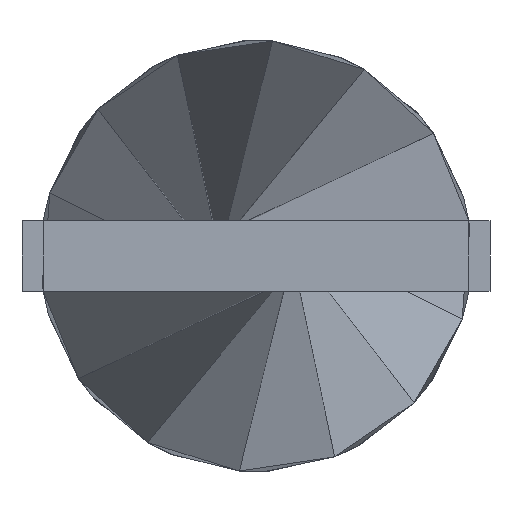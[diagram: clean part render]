
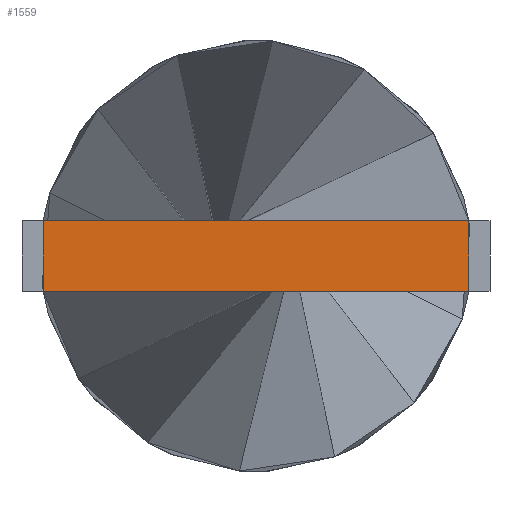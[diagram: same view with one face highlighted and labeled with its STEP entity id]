
A CAD part, left-side view. The second image highlights one B-rep face of the part: STEP entity #1559.
In plain terms, the highlighted planar face has unit normal (-1, 0, 0).
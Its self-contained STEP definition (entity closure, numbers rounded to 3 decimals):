
#25 = DIRECTION ( 'NONE',  ( 0., 0., 1. ) ) ;
#45 = LINE ( 'NONE', #1404, #552 ) ;
#65 = CARTESIAN_POINT ( 'NONE',  ( -89., 3., -0.5 ) ) ;
#150 = VERTEX_POINT ( 'NONE', #811 ) ;
#181 = CARTESIAN_POINT ( 'NONE',  ( -89., 3., -0.5 ) ) ;
#214 = VERTEX_POINT ( 'NONE', #943 ) ;
#283 = VERTEX_POINT ( 'NONE', #65 ) ;
#304 = EDGE_CURVE ( 'NONE', #283, #214, #948, .T. ) ;
#306 = CARTESIAN_POINT ( 'NONE',  ( -89., 0., 0. ) ) ;
#326 = PLANE ( 'NONE',  #1249 ) ;
#358 = EDGE_LOOP ( 'NONE', ( #752, #826, #742, #697 ) ) ;
#422 = VECTOR ( 'NONE', #868, 1000. ) ;
#440 = VECTOR ( 'NONE', #1198, 1000. ) ;
#441 = DIRECTION ( 'NONE',  ( 0., 0., 1. ) ) ;
#552 = VECTOR ( 'NONE', #25, 1000. ) ;
#579 = EDGE_CURVE ( 'NONE', #150, #606, #827, .T. ) ;
#606 = VERTEX_POINT ( 'NONE', #1328 ) ;
#697 = ORIENTED_EDGE ( 'NONE', *, *, #1268, .T. ) ;
#742 = ORIENTED_EDGE ( 'NONE', *, *, #304, .T. ) ;
#752 = ORIENTED_EDGE ( 'NONE', *, *, #579, .T. ) ;
#811 = CARTESIAN_POINT ( 'NONE',  ( -89., -3., 0.5 ) ) ;
#826 = ORIENTED_EDGE ( 'NONE', *, *, #978, .T. ) ;
#827 = LINE ( 'NONE', #1446, #877 ) ;
#868 = DIRECTION ( 'NONE',  ( 0., 0., -1. ) ) ;
#877 = VECTOR ( 'NONE', #1458, 1000. ) ;
#943 = CARTESIAN_POINT ( 'NONE',  ( -89., -3., -0.5 ) ) ;
#948 = LINE ( 'NONE', #181, #440 ) ;
#978 = EDGE_CURVE ( 'NONE', #606, #283, #1115, .T. ) ;
#1099 = CARTESIAN_POINT ( 'NONE',  ( -89., 3., 0.5 ) ) ;
#1115 = LINE ( 'NONE', #1099, #422 ) ;
#1182 = FACE_OUTER_BOUND ( 'NONE', #358, .T. ) ;
#1198 = DIRECTION ( 'NONE',  ( 0., -1., 0. ) ) ;
#1249 = AXIS2_PLACEMENT_3D ( 'NONE', #306, #1302, #441 ) ;
#1268 = EDGE_CURVE ( 'NONE', #214, #150, #45, .T. ) ;
#1302 = DIRECTION ( 'NONE',  ( -1., 0., 0. ) ) ;
#1328 = CARTESIAN_POINT ( 'NONE',  ( -89., 3., 0.5 ) ) ;
#1404 = CARTESIAN_POINT ( 'NONE',  ( -89., -3., -0.5 ) ) ;
#1446 = CARTESIAN_POINT ( 'NONE',  ( -89., -3., 0.5 ) ) ;
#1458 = DIRECTION ( 'NONE',  ( 0., 1., 0. ) ) ;
#1559 = ADVANCED_FACE ( 'NONE', ( #1182 ), #326, .T. ) ;
